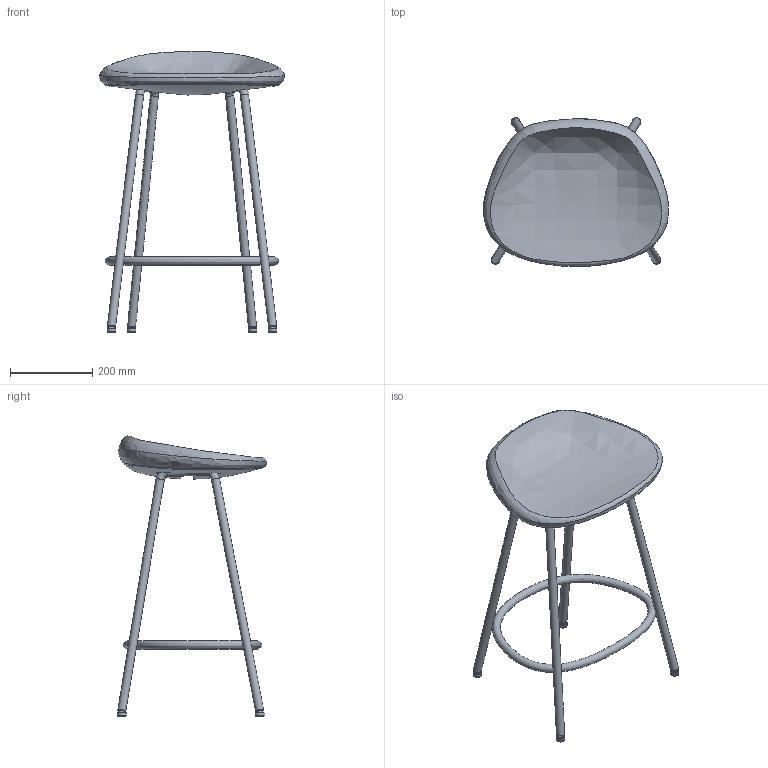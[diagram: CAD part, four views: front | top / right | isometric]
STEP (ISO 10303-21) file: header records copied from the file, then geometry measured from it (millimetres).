
FILE_DESCRIPTION(/* description */ (''),/* implementation_level */ '2;1');
FILE_NAME(/* name */ 'Pebble_CB-272_3D',/* time_stamp */ '2023-10-06T12:11:50+02:00',/* author */ (''),/* organization */ (''),/* preprocessor_version */ 'ST-DEVELOPER v16.5',/* originating_system */ 'Rhino 7.31',/* authorisation */ '');
FILE_SCHEMA (('AUTOMOTIVE_DESIGN'));
Length unit declared in the file: centimetre
Products named in the file (2): Document; Pebble_CB-272
Assembly tree (1 placements, depth 2):
  Document
    Pebble_CB-272
Bounding box: 451.57 x 363.79 x 685.55 mm (x, y, z)
Volume: 5973607.6 mm3; surface area: 587303.6 mm2
Topology: 13 solids, 13 shells, 79 faces, 125 edges, 79 vertices
Faces by surface type: plane 30, bspline 29, cylinder 20
Full cylindrical faces by diameter (mm): 19.5 x4, 20 x9, 21 x4
Entity records: 24557 total; most frequent: CARTESIAN_POINT 23454, ORIENTED_EDGE 250, EDGE_CURVE 125, EDGE_LOOP 88, ADVANCED_FACE 79, FACE_OUTER_BOUND 79, VERTEX_POINT 79, DIRECTION 58
